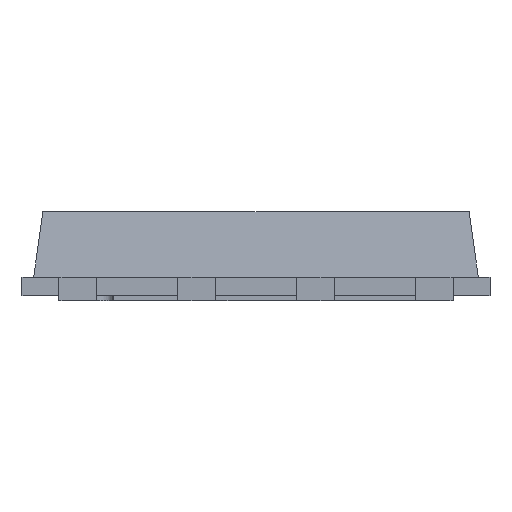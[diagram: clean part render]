
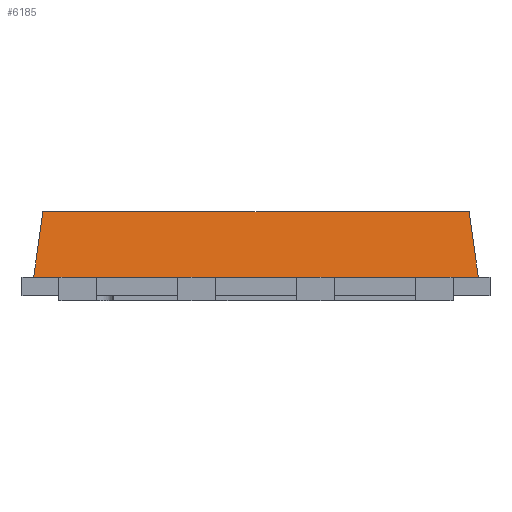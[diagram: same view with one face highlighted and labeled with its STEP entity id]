
A CAD part, front view. The second image highlights one B-rep face of the part: STEP entity #6185.
In plain terms, the highlighted planar face has unit normal (0, -0.99, 0.139).
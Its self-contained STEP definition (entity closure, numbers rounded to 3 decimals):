
#2690 = VERTEX_POINT('',#2691);
#2691 = CARTESIAN_POINT('',(2.277,-2.777,
    0.95));
#2706 = VERTEX_POINT('',#2707);
#2707 = CARTESIAN_POINT('',(-2.277,-2.777,
    0.95));
#2713 = EDGE_CURVE('',#2706,#2690,#2714,.T.);
#2714 = LINE('',#2715,#2716);
#2715 = CARTESIAN_POINT('',(-2.5,-2.777,
    0.95));
#2716 = VECTOR('',#2717,1.);
#2717 = DIRECTION('',(1.,0.,0.));
#4604 = VERTEX_POINT('',#4605);
#4605 = CARTESIAN_POINT('',(2.375,-2.875,
    0.25));
#4611 = EDGE_CURVE('',#4612,#4604,#4614,.T.);
#4612 = VERTEX_POINT('',#4613);
#4613 = CARTESIAN_POINT('',(2.105,-2.875,
    0.25));
#4614 = LINE('',#4615,#4616);
#4615 = CARTESIAN_POINT('',(-2.375,-2.875,
    0.25));
#4616 = VECTOR('',#4617,1.);
#4617 = DIRECTION('',(1.,0.,0.));
#4684 = VERTEX_POINT('',#4685);
#4685 = CARTESIAN_POINT('',(-2.375,-2.875,
    0.25));
#4716 = VERTEX_POINT('',#4717);
#4717 = CARTESIAN_POINT('',(-2.105,-2.875,
    0.25));
#4723 = EDGE_CURVE('',#4684,#4716,#4724,.T.);
#4724 = LINE('',#4725,#4726);
#4725 = CARTESIAN_POINT('',(-2.375,-2.875,
    0.25));
#4726 = VECTOR('',#4727,1.);
#4727 = DIRECTION('',(1.,0.,0.));
#5165 = EDGE_CURVE('',#5166,#5168,#5170,.T.);
#5166 = VERTEX_POINT('',#5167);
#5167 = CARTESIAN_POINT('',(0.835,-2.875,
    0.25));
#5168 = VERTEX_POINT('',#5169);
#5169 = CARTESIAN_POINT('',(1.705,-2.875,
    0.25));
#5170 = LINE('',#5171,#5172);
#5171 = CARTESIAN_POINT('',(-2.375,-2.875,
    0.25));
#5172 = VECTOR('',#5173,1.);
#5173 = DIRECTION('',(1.,0.,0.));
#5205 = EDGE_CURVE('',#5206,#5208,#5210,.T.);
#5206 = VERTEX_POINT('',#5207);
#5207 = CARTESIAN_POINT('',(-0.435,-2.875,
    0.25));
#5208 = VERTEX_POINT('',#5209);
#5209 = CARTESIAN_POINT('',(0.435,-2.875,
    0.25));
#5210 = LINE('',#5211,#5212);
#5211 = CARTESIAN_POINT('',(-2.375,-2.875,
    0.25));
#5212 = VECTOR('',#5213,1.);
#5213 = DIRECTION('',(1.,0.,0.));
#5245 = EDGE_CURVE('',#5246,#5248,#5250,.T.);
#5246 = VERTEX_POINT('',#5247);
#5247 = CARTESIAN_POINT('',(-1.705,-2.875,
    0.25));
#5248 = VERTEX_POINT('',#5249);
#5249 = CARTESIAN_POINT('',(-0.835,-2.875,
    0.25));
#5250 = LINE('',#5251,#5252);
#5251 = CARTESIAN_POINT('',(-2.375,-2.875,
    0.25));
#5252 = VECTOR('',#5253,1.);
#5253 = DIRECTION('',(1.,0.,0.));
#5655 = EDGE_CURVE('',#5246,#4716,#5656,.T.);
#5656 = LINE('',#5657,#5658);
#5657 = CARTESIAN_POINT('',(-2.005,-2.875,
    0.25));
#5658 = VECTOR('',#5659,1.);
#5659 = DIRECTION('',(-1.,0.,0.));
#5737 = EDGE_CURVE('',#5248,#5206,#5738,.T.);
#5738 = LINE('',#5739,#5740);
#5739 = CARTESIAN_POINT('',(-2.375,-2.875,
    0.25));
#5740 = VECTOR('',#5741,1.);
#5741 = DIRECTION('',(1.,0.,0.));
#5814 = EDGE_CURVE('',#5208,#5166,#5815,.T.);
#5815 = LINE('',#5816,#5817);
#5816 = CARTESIAN_POINT('',(-2.375,-2.875,
    0.25));
#5817 = VECTOR('',#5818,1.);
#5818 = DIRECTION('',(1.,0.,0.));
#5891 = EDGE_CURVE('',#5168,#4612,#5892,.T.);
#5892 = LINE('',#5893,#5894);
#5893 = CARTESIAN_POINT('',(-2.375,-2.875,
    0.25));
#5894 = VECTOR('',#5895,1.);
#5895 = DIRECTION('',(1.,0.,0.));
#6139 = EDGE_CURVE('',#2690,#4604,#6140,.T.);
#6140 = LINE('',#6141,#6142);
#6141 = CARTESIAN_POINT('',(2.263,-2.763,1.044
    ));
#6142 = VECTOR('',#6143,1.);
#6143 = DIRECTION('',(0.138,-0.138,-0.981));
#6175 = EDGE_CURVE('',#4684,#2706,#6176,.T.);
#6176 = LINE('',#6177,#6178);
#6177 = CARTESIAN_POINT('',(-2.263,-2.763,
    1.044));
#6178 = VECTOR('',#6179,1.);
#6179 = DIRECTION('',(0.138,0.138,0.981));
#6185 = ADVANCED_FACE('',(#6186),#6200,.F.);
#6186 = FACE_BOUND('',#6187,.T.);
#6187 = EDGE_LOOP('',(#6188,#6189,#6190,#6191,#6192,#6193,#6194,#6195,
    #6196,#6197,#6198,#6199));
#6188 = ORIENTED_EDGE('',*,*,#2713,.F.);
#6189 = ORIENTED_EDGE('',*,*,#6175,.F.);
#6190 = ORIENTED_EDGE('',*,*,#4723,.T.);
#6191 = ORIENTED_EDGE('',*,*,#5655,.F.);
#6192 = ORIENTED_EDGE('',*,*,#5245,.T.);
#6193 = ORIENTED_EDGE('',*,*,#5737,.T.);
#6194 = ORIENTED_EDGE('',*,*,#5205,.T.);
#6195 = ORIENTED_EDGE('',*,*,#5814,.T.);
#6196 = ORIENTED_EDGE('',*,*,#5165,.T.);
#6197 = ORIENTED_EDGE('',*,*,#5891,.T.);
#6198 = ORIENTED_EDGE('',*,*,#4611,.T.);
#6199 = ORIENTED_EDGE('',*,*,#6139,.F.);
#6200 = PLANE('',#6201);
#6201 = AXIS2_PLACEMENT_3D('',#6202,#6203,#6204);
#6202 = CARTESIAN_POINT('',(-2.5,-2.875,
    0.25));
#6203 = DIRECTION('',(0.,0.99,-0.139));
#6204 = DIRECTION('',(0.,0.139,0.99));
